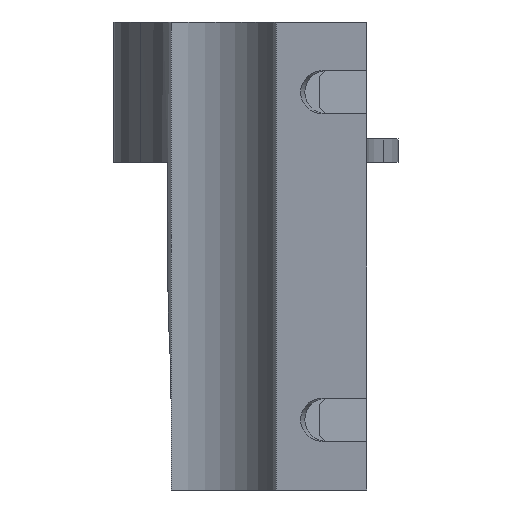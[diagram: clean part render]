
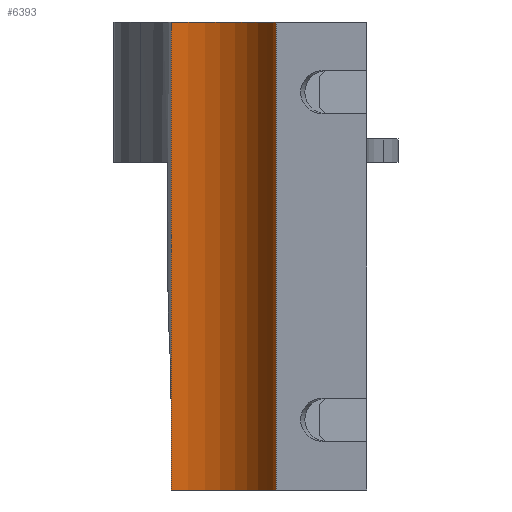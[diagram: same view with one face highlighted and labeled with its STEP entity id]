
A CAD part, left-side view. The second image highlights one B-rep face of the part: STEP entity #6393.
In plain terms, the highlighted cylindrical face has radius 13.6 mm (diameter 27.2 mm), a partial arc.
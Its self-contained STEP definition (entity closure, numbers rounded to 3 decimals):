
#248=CARTESIAN_POINT('',(-46.4,9.545,16.5));
#249=VERTEX_POINT('',#248);
#256=CARTESIAN_POINT('',(-58.311,-3.95,16.5));
#257=VERTEX_POINT('',#256);
#258=CARTESIAN_POINT('',(-60.,9.545,16.5));
#259=DIRECTION('',(0.0,0.0,1.0));
#260=DIRECTION('',(-0.124,0.992,0.0));
#261=AXIS2_PLACEMENT_3D('',#258,#259,#260);
#262=CIRCLE('',#261,13.6);
#263=EDGE_CURVE('',#257,#249,#262,.T.);
#2244=CARTESIAN_POINT('',(-46.4,9.545,-43.5));
#2245=VERTEX_POINT('',#2244);
#2252=CARTESIAN_POINT('',(-46.4,9.545,16.5));
#2253=DIRECTION('',(0.0,0.0,-1.0));
#2254=VECTOR('',#2253,60.);
#2255=LINE('',#2252,#2254);
#2256=EDGE_CURVE('',#249,#2245,#2255,.T.);
#6369=CARTESIAN_POINT('',(-60.,9.545,-27.0));
#6370=DIRECTION('',(0.0,0.0,1.0));
#6371=DIRECTION('',(-0.124,0.992,0.0));
#6372=AXIS2_PLACEMENT_3D('',#6369,#6370,#6371);
#6373=CYLINDRICAL_SURFACE('',#6372,13.6);
#6374=ORIENTED_EDGE('',*,*,#2256,.T.);
#6375=CARTESIAN_POINT('',(-58.311,-3.95,-43.5));
#6376=VERTEX_POINT('',#6375);
#6377=CARTESIAN_POINT('',(-60.,9.545,-43.5));
#6378=DIRECTION('',(0.0,0.0,-1.0));
#6379=DIRECTION('',(-0.124,0.992,0.0));
#6380=AXIS2_PLACEMENT_3D('',#6377,#6378,#6379);
#6381=CIRCLE('',#6380,13.6);
#6382=EDGE_CURVE('',#2245,#6376,#6381,.T.);
#6383=ORIENTED_EDGE('',*,*,#6382,.T.);
#6384=CARTESIAN_POINT('',(-58.311,-3.95,-43.5));
#6385=DIRECTION('',(0.0,0.0,1.0));
#6386=VECTOR('',#6385,60.);
#6387=LINE('',#6384,#6386);
#6388=EDGE_CURVE('',#6376,#257,#6387,.T.);
#6389=ORIENTED_EDGE('',*,*,#6388,.T.);
#6390=ORIENTED_EDGE('',*,*,#263,.T.);
#6391=EDGE_LOOP('',(#6374,#6383,#6389,#6390));
#6392=FACE_OUTER_BOUND('',#6391,.T.);
#6393=ADVANCED_FACE('',(#6392),#6373,.F.);
